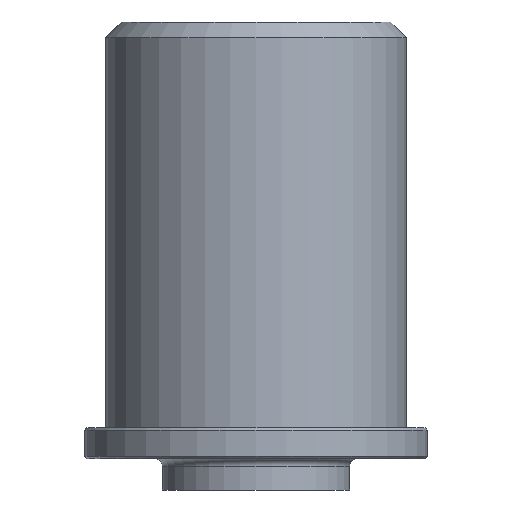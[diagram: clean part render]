
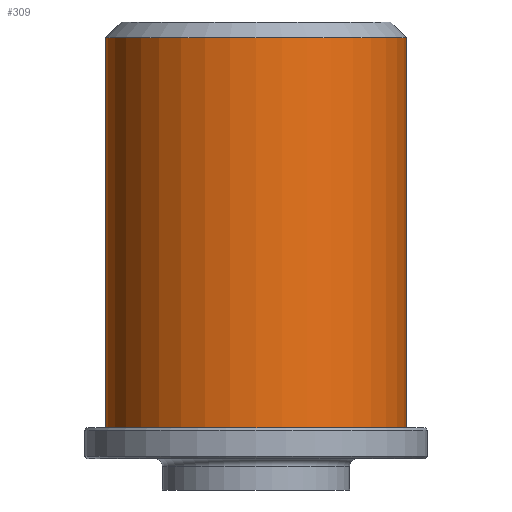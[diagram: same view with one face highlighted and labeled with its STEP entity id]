
A CAD part, front view. The second image highlights one B-rep face of the part: STEP entity #309.
In plain terms, the highlighted cylindrical face has radius 15.316 mm (diameter 30.632 mm), a partial arc.
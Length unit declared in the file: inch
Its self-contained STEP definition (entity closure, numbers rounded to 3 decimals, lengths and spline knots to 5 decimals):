
#4 = CARTESIAN_POINT ( 'NONE',  ( 0.603, 0., 0.0625 ) ) ;
#37 = EDGE_LOOP ( 'NONE', ( #834, #623, #858, #683 ) ) ;
#112 = LINE ( 'NONE', #465, #473 ) ;
#116 = CARTESIAN_POINT ( 'NONE',  ( 0., 0., 0.0625 ) ) ;
#253 = VERTEX_POINT ( 'NONE', #375 ) ;
#258 = VECTOR ( 'NONE', #607, 39.37008 ) ;
#282 = CIRCLE ( 'NONE', #531, 0.603 ) ;
#296 = CARTESIAN_POINT ( 'NONE',  ( 0.603, 0., 1.625 ) ) ;
#309 = ADVANCED_FACE ( 'NONE', ( #326 ), #821, .T. ) ;
#321 = CARTESIAN_POINT ( 'NONE',  ( 0., 0., 1.6875 ) ) ;
#326 = FACE_OUTER_BOUND ( 'NONE', #37, .T. ) ;
#363 = VERTEX_POINT ( 'NONE', #4 ) ;
#375 = CARTESIAN_POINT ( 'NONE',  ( -0.603, 0., 0.0625 ) ) ;
#429 = CARTESIAN_POINT ( 'NONE',  ( 0., 0., 1.625 ) ) ;
#465 = CARTESIAN_POINT ( 'NONE',  ( 0.603, 0., 1.6875 ) ) ;
#473 = VECTOR ( 'NONE', #898, 39.37008 ) ;
#476 = EDGE_CURVE ( 'NONE', #645, #805, #282, .T. ) ;
#479 = DIRECTION ( 'NONE',  ( 0., 0., 1. ) ) ;
#505 = AXIS2_PLACEMENT_3D ( 'NONE', #321, #885, #803 ) ;
#506 = DIRECTION ( 'NONE',  ( 1., 0., 0. ) ) ;
#531 = AXIS2_PLACEMENT_3D ( 'NONE', #429, #569, #506 ) ;
#562 = AXIS2_PLACEMENT_3D ( 'NONE', #116, #479, #756 ) ;
#569 = DIRECTION ( 'NONE',  ( 0., 0., -1. ) ) ;
#607 = DIRECTION ( 'NONE',  ( 0., 0., -1. ) ) ;
#623 = ORIENTED_EDGE ( 'NONE', *, *, #476, .T. ) ;
#645 = VERTEX_POINT ( 'NONE', #296 ) ;
#669 = EDGE_CURVE ( 'NONE', #645, #363, #112, .T. ) ;
#683 = ORIENTED_EDGE ( 'NONE', *, *, #808, .T. ) ;
#684 = CARTESIAN_POINT ( 'NONE',  ( -0.603, 0., 1.625 ) ) ;
#698 = CIRCLE ( 'NONE', #562, 0.603 ) ;
#733 = CARTESIAN_POINT ( 'NONE',  ( -0.603, 0., 1.6875 ) ) ;
#746 = EDGE_CURVE ( 'NONE', #805, #253, #909, .T. ) ;
#756 = DIRECTION ( 'NONE',  ( 1., 0., 0. ) ) ;
#803 = DIRECTION ( 'NONE',  ( -1., 0., 0. ) ) ;
#805 = VERTEX_POINT ( 'NONE', #684 ) ;
#808 = EDGE_CURVE ( 'NONE', #253, #363, #698, .T. ) ;
#821 = CYLINDRICAL_SURFACE ( 'NONE', #505, 0.603 ) ;
#834 = ORIENTED_EDGE ( 'NONE', *, *, #669, .F. ) ;
#858 = ORIENTED_EDGE ( 'NONE', *, *, #746, .T. ) ;
#885 = DIRECTION ( 'NONE',  ( 0., 0., -1. ) ) ;
#898 = DIRECTION ( 'NONE',  ( 0., 0., -1. ) ) ;
#909 = LINE ( 'NONE', #733, #258 ) ;
